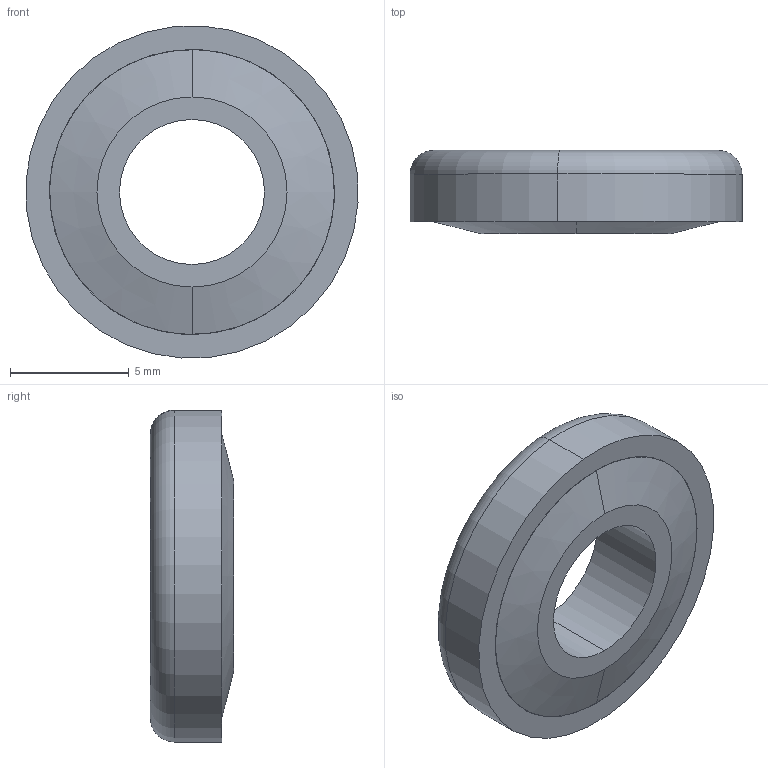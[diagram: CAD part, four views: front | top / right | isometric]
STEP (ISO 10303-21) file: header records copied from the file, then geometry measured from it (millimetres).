
FILE_DESCRIPTION (( 'STEP AP203' ), '1' );
FILE_NAME ('C-1029-WP-M6.STEP', '2012-09-14T00:13:00', ( '11sw' ), ( 'タキゲン製造株式会社' ), 'SwSTEP 2.0', 'SolidWorks 2011', '' );
FILE_SCHEMA (( 'CONFIG_CONTROL_DESIGN' ));
Length unit declared in the file: millimetre
Products named in the file (3): C-1029-WP ゴムブッシュ__M6用ゴムブッシュ_; C-1029-WP SUSキャップ__M6用キャップ_; C-1029-WP-M6
Assembly tree (2 placements, depth 2):
  C-1029-WP-M6
    C-1029-WP ゴムブッシュ__M6用ゴムブッシュ_
    C-1029-WP SUSキャップ__M6用キャップ_
Bounding box: 13.97 x 3.5 x 13.97 mm (x, y, z)
Volume: 372.1 mm3; surface area: 735.4 mm2
Topology: 2 solids, 2 shells, 25 faces, 50 edges, 30 vertices
Faces by surface type: cylinder 12, plane 5, cone 4, torus 4
Entity records: 971 total; most frequent: DIRECTION 144, CARTESIAN_POINT 110, ORIENTED_EDGE 100, AXIS2_PLACEMENT_3D 64, EDGE_CURVE 50, CIRCLE 34, VERTEX_POINT 30, EDGE_LOOP 30
